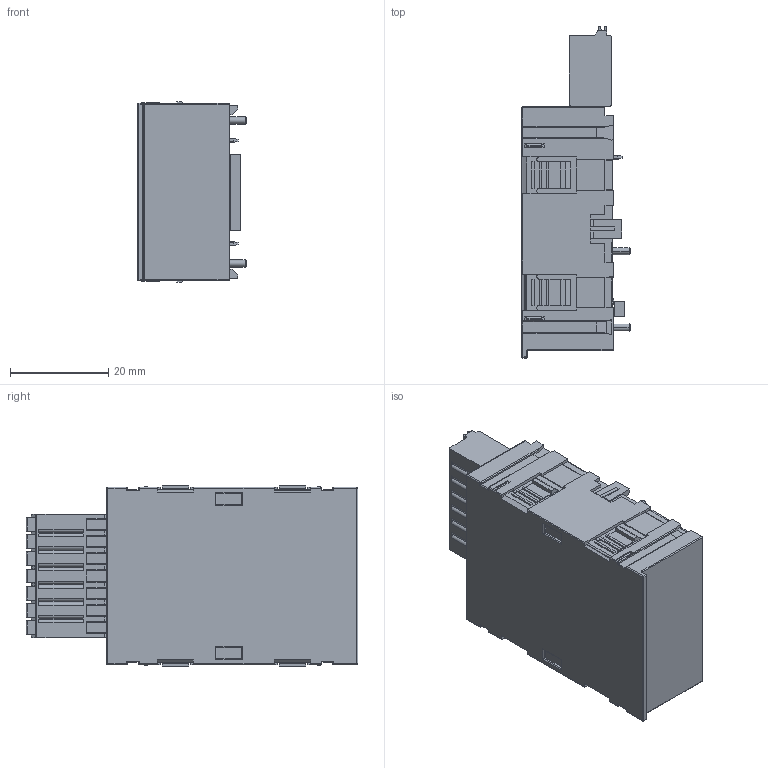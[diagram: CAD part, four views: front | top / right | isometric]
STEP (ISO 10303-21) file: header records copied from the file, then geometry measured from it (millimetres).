
FILE_DESCRIPTION((''),'2;1');
FILE_NAME('HCMXB-AB-500-BD_ASM','2025-04-23T10:48:08',('YUE.WEI'),(''),'CREO PARAMETRIC BY PTC INC, 2018400','CREO PARAMETRIC BY PTC INC, 2018400','');
FILE_SCHEMA(('CONFIG_CONTROL_DESIGN','SHAPE_APPEARANCE_LAYERS_GROUPS'));
Products named in the file (7): CARD-7P-COVER_76_1; CARD-PCB-RJ45_95_1; 7P-LIGHT-SOCKET_10_1; 24-FEMALE_6_1; 7P-LIGHT-PLUG_11_1; CARD-7P_ASM_45_ASM_1_ASM; HCMXB-AB-500-BD_ASM
Assembly tree (6 placements, depth 3):
  HCMXB-AB-500-BD_ASM
    CARD-7P_ASM_45_ASM_1_ASM
      CARD-7P-COVER_76_1
      CARD-PCB-RJ45_95_1
      7P-LIGHT-SOCKET_10_1
      24-FEMALE_6_1
      7P-LIGHT-PLUG_11_1
Bounding box: 22 x 67.5 x 36.7 mm (x, y, z)
Volume: 34271.1 mm3; surface area: 23483 mm2
Topology: 5 solids, 5 shells, 5791 faces, 16685 edges, 10841 vertices
Faces by surface type: plane 3933, cylinder 1375, bspline 182, torus 174, cone 109, sphere 18
Entity records: 234214 total; most frequent: CARTESIAN_POINT 53210, ORIENTED_EDGE 33334, DIRECTION 30047, EDGE_CURVE 16667, VECTOR 11989, LINE 11989, VERTEX_POINT 10841, AXIS2_PLACEMENT_3D 9029
